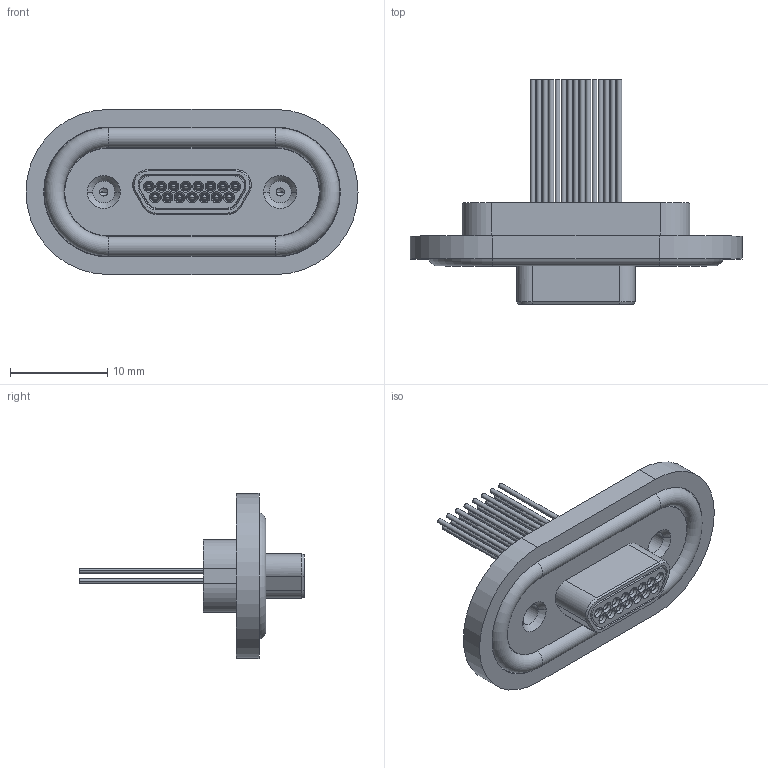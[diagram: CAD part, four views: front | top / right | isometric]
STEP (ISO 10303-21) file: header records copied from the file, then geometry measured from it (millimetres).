
FILE_DESCRIPTION((''),'2;1');
FILE_NAME('DCDH-15P4C40','2017-02-13T',('mbarraclough'),(''),'CREO PARAMETRIC BY PTC INC, 2014500','CREO PARAMETRIC BY PTC INC, 2014500','');
FILE_SCHEMA(('CONFIG_CONTROL_DESIGN'));
Length unit declared in the file: millimetre
Products named in the file (1): DCDH-15P4C40
Bounding box: 34.16 x 23.13 x 17 mm (x, y, z)
Volume: 1955.1 mm3; surface area: 3117.3 mm2
Topology: 2 solids, 2 shells, 464 faces, 1000 edges, 575 vertices
Faces by surface type: cylinder 192, plane 100, torus 64, cone 48, bspline 30, sphere 30
Entity records: 13259 total; most frequent: CARTESIAN_POINT 3014, DIRECTION 2410, ORIENTED_EDGE 1932, AXIS2_PLACEMENT_3D 1030, EDGE_CURVE 966, CIRCLE 596, VERTEX_POINT 575, EDGE_LOOP 535
